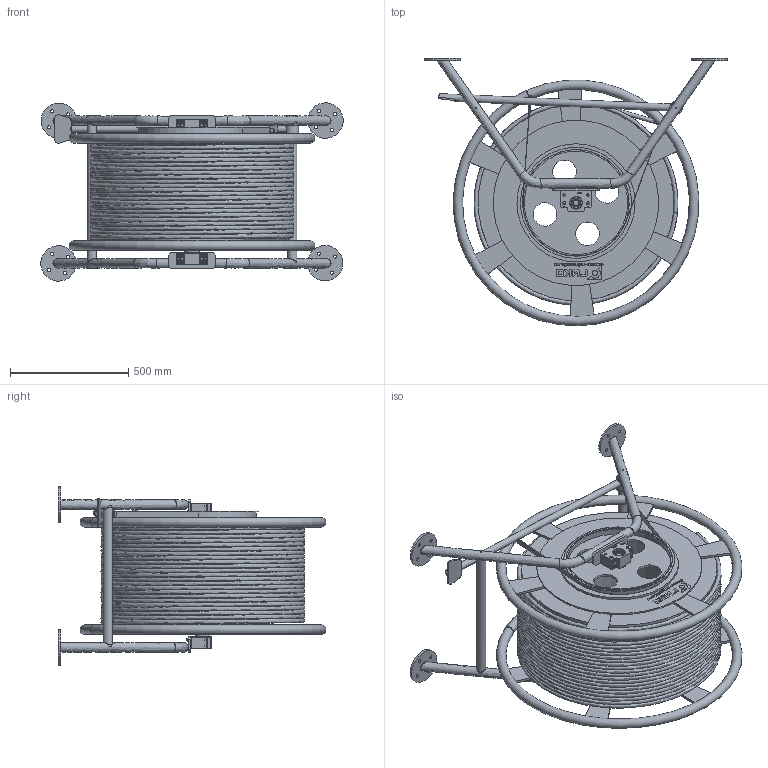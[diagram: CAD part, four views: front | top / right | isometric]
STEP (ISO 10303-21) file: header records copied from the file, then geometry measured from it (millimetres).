
FILE_DESCRIPTION(('FreeCAD Model'),'2;1');
FILE_NAME('Open CASCADE Shape Model','2025-05-03T04:35:47',('FreeCAD'),( 'FreeCAD'),'Open CASCADE STEP processor 7.6','FreeCAD','Unknown');
FILE_SCHEMA(('AUTOMOTIVE_DESIGN { 1 0 10303 214 1 1 1 1 }'));
Products named in the file (1): Open CASCADE STEP translator 7.6 1
Bounding box: 1279.79 x 1132.04 x 754.24 mm (x, y, z)
Volume: 191179931.9 mm3; surface area: 12601450.8 mm2
Topology: 92 solids, 94 shells, 2009 faces, 5118 edges, 3323 vertices
Faces by surface type: plane 757, extrusion 466, bspline 311, cylinder 307, cone 90, torus 38, sphere 32, revolution 8
Full cylindrical faces by diameter (mm): 5 x18, 6 x2, 6.105 x8, 6.917 x3, 8 x1, 10 x8, 10.175 x24, 12 x8, 12.21 x16, 13 x16, 17 x1, 18 x8, 20.35 x8, 21.875 x2, 23 x2, 24 x1, 25 x6, 30 x5, 34 x2, 34.99 x8, 40 x2, 42 x2, 51.8 x2, 52.01 x8, 54 x2, 59.2 x2, 60 x4, 62 x4, 100 x10, 150 x4
Entity records: 102397 total; most frequent: CARTESIAN_POINT 58358, ORIENTED_EDGE 10006, DIRECTION 6662, EDGE_CURVE 5003, VERTEX_POINT 3289, VECTOR 3050, LINE 2584, FACE_BOUND 2354
